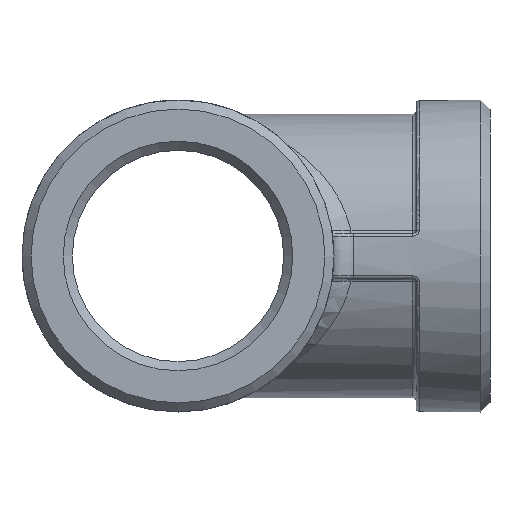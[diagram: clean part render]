
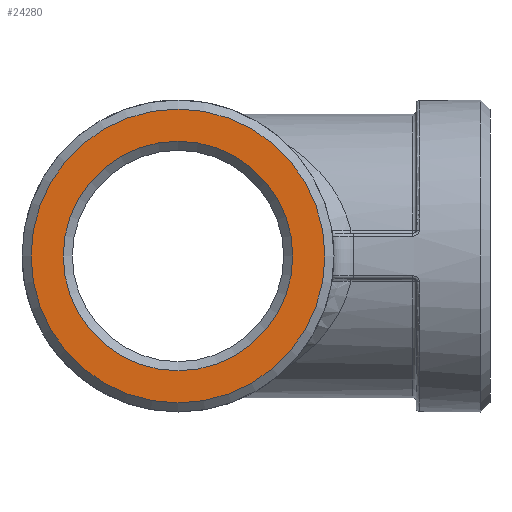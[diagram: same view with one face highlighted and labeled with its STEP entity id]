
A CAD part, left-side view. The second image highlights one B-rep face of the part: STEP entity #24280.
In plain terms, the highlighted planar face has unit normal (-1, 0, 0).
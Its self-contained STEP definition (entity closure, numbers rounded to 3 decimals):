
#2503 = EDGE_CURVE ( 'NONE', #3282, #3282, #24901, .T. ) ;
#2909 = EDGE_CURVE ( 'NONE', #3295, #3295, #19184, .T. ) ;
#3282 = VERTEX_POINT ( 'NONE', #4062 ) ;
#3295 = VERTEX_POINT ( 'NONE', #4120 ) ;
#4062 = CARTESIAN_POINT ( 'NONE',  ( -27.5, 0., -12.95 ) ) ;
#4120 = CARTESIAN_POINT ( 'NONE',  ( -27.5, -10.116, 0. ) ) ;
#9617 = EDGE_LOOP ( 'NONE', ( #9773 ) ) ;
#9670 = EDGE_LOOP ( 'NONE', ( #9919 ) ) ;
#9773 = ORIENTED_EDGE ( 'NONE', *, *, #2503, .F. ) ;
#9919 = ORIENTED_EDGE ( 'NONE', *, *, #2909, .F. ) ;
#10542 = FACE_BOUND ( 'NONE', #9670, .T. ) ;
#10545 = FACE_OUTER_BOUND ( 'NONE', #9617, .T. ) ;
#13049 = CARTESIAN_POINT ( 'NONE',  ( -27.5, 0., 0. ) ) ;
#13050 = DIRECTION ( 'NONE',  ( -1., 0., 0. ) ) ;
#13051 = DIRECTION ( 'NONE',  ( 0., -1., 0. ) ) ;
#15226 = PLANE ( 'NONE',  #18274 ) ;
#15227 = CARTESIAN_POINT ( 'NONE',  ( -27.5, 12.95, 0. ) ) ;
#15228 = DIRECTION ( 'NONE',  ( -1., 0., 0. ) ) ;
#15229 = DIRECTION ( 'NONE',  ( 0., 0., 1. ) ) ;
#18274 = AXIS2_PLACEMENT_3D ( 'NONE', #15227, #15228, #15229 ) ;
#19184 = CIRCLE ( 'NONE', #23181, 10.116 ) ;
#20370 = DIRECTION ( 'NONE',  ( 0., 0., -1. ) ) ;
#20596 = DIRECTION ( 'NONE',  ( 1., 0., 0. ) ) ;
#20643 = CARTESIAN_POINT ( 'NONE',  ( -27.5, 0., 0. ) ) ;
#23181 = AXIS2_PLACEMENT_3D ( 'NONE', #13049, #13050, #13051 ) ;
#24280 = ADVANCED_FACE ( 'NONE', ( #10545, #10542 ), #15226, .T. ) ;
#24503 = AXIS2_PLACEMENT_3D ( 'NONE', #20643, #20596, #20370 ) ;
#24901 = CIRCLE ( 'NONE', #24503, 12.95 ) ;
